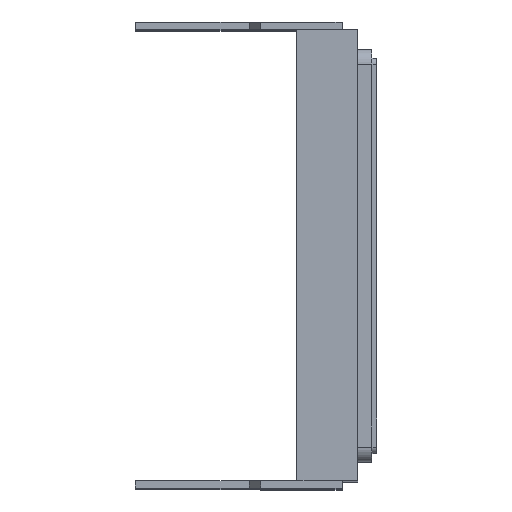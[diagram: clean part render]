
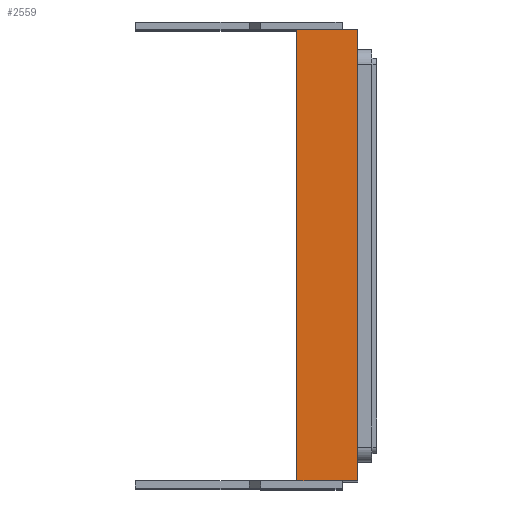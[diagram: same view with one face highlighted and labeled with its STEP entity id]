
A CAD part, top view. The second image highlights one B-rep face of the part: STEP entity #2559.
In plain terms, the highlighted planar face has unit normal (0, 0, 1).
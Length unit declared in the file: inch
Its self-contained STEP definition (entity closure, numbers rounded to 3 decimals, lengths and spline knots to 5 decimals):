
#49 = EDGE_CURVE ( 'NONE', #14593, #2998, #10410, .T. ) ;
#141 = PLANE ( 'NONE',  #5363 ) ;
#1428 = CARTESIAN_POINT ( 'NONE',  ( 0., 0.2975, 0.7025 ) ) ;
#1706 = CARTESIAN_POINT ( 'NONE',  ( 0.08, -0.2975, 0.7025 ) ) ;
#2147 = DIRECTION ( 'NONE',  ( 0., -1., 0. ) ) ;
#2559 = ADVANCED_FACE ( 'NONE', ( #10782 ), #141, .F. ) ;
#2687 = CARTESIAN_POINT ( 'NONE',  ( 0.08, 0.2975, 0.7025 ) ) ;
#2998 = VERTEX_POINT ( 'NONE', #1428 ) ;
#3041 = DIRECTION ( 'NONE',  ( 0., 0., -1. ) ) ;
#3946 = CARTESIAN_POINT ( 'NONE',  ( 0.08, 0.2975, 0.7025 ) ) ;
#4334 = ORIENTED_EDGE ( 'NONE', *, *, #4556, .F. ) ;
#4556 = EDGE_CURVE ( 'NONE', #14593, #6739, #11537, .T. ) ;
#5363 = AXIS2_PLACEMENT_3D ( 'NONE', #7430, #3041, #13155 ) ;
#5700 = VECTOR ( 'NONE', #12148, 39.37008 ) ;
#6739 = VERTEX_POINT ( 'NONE', #1706 ) ;
#6831 = VECTOR ( 'NONE', #18571, 39.37008 ) ;
#7027 = CARTESIAN_POINT ( 'NONE',  ( 0.08, -0.2975, 0.7025 ) ) ;
#7430 = CARTESIAN_POINT ( 'NONE',  ( 0.08, 0.2975, 0.7025 ) ) ;
#7859 = LINE ( 'NONE', #7027, #12801 ) ;
#8311 = EDGE_CURVE ( 'NONE', #6739, #11330, #7859, .T. ) ;
#9750 = LINE ( 'NONE', #12313, #18289 ) ;
#9855 = DIRECTION ( 'NONE',  ( -1., 0., 0. ) ) ;
#10410 = LINE ( 'NONE', #2687, #6831 ) ;
#10782 = FACE_OUTER_BOUND ( 'NONE', #11504, .T. ) ;
#10931 = CARTESIAN_POINT ( 'NONE',  ( 0.08, 0.2975, 0.7025 ) ) ;
#11330 = VERTEX_POINT ( 'NONE', #13004 ) ;
#11504 = EDGE_LOOP ( 'NONE', ( #13227, #16562, #4334, #12456 ) ) ;
#11537 = LINE ( 'NONE', #3946, #5700 ) ;
#12148 = DIRECTION ( 'NONE',  ( 0., -1., 0. ) ) ;
#12313 = CARTESIAN_POINT ( 'NONE',  ( 0., 0.2975, 0.7025 ) ) ;
#12456 = ORIENTED_EDGE ( 'NONE', *, *, #49, .T. ) ;
#12801 = VECTOR ( 'NONE', #9855, 39.37008 ) ;
#13004 = CARTESIAN_POINT ( 'NONE',  ( 0., -0.2975, 0.7025 ) ) ;
#13155 = DIRECTION ( 'NONE',  ( -1., 0., 0. ) ) ;
#13227 = ORIENTED_EDGE ( 'NONE', *, *, #17232, .T. ) ;
#14593 = VERTEX_POINT ( 'NONE', #10931 ) ;
#16562 = ORIENTED_EDGE ( 'NONE', *, *, #8311, .F. ) ;
#17232 = EDGE_CURVE ( 'NONE', #2998, #11330, #9750, .T. ) ;
#18289 = VECTOR ( 'NONE', #2147, 39.37008 ) ;
#18571 = DIRECTION ( 'NONE',  ( -1., 0., 0. ) ) ;
